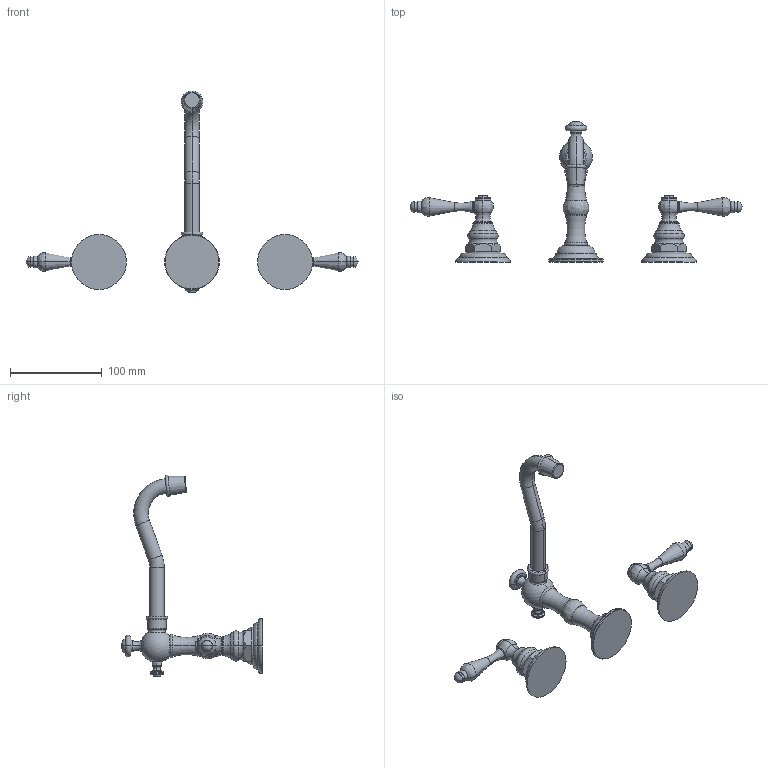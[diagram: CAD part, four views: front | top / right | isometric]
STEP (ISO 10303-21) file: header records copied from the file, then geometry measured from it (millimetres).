
FILE_DESCRIPTION((''),'2;1');
FILE_NAME('930L','2020-11-26T10:20:05',('jinson.thomas'),(''),'CREO PARAMETRIC BY PTC INC, 2018400','CREO PARAMETRIC BY PTC INC, 2018400','');
FILE_SCHEMA(('CONFIG_CONTROL_DESIGN'));
Length unit declared in the file: inch
Products named in the file (1): 930L
Bounding box: 362.56 x 153.02 x 220.47 mm (x, y, z)
Volume: 262345 mm3; surface area: 57605.2 mm2
Topology: 3 solids, 3 shells, 242 faces, 514 edges, 291 vertices
Faces by surface type: torus 86, plane 66, cylinder 42, cone 24, bspline 18, sphere 6
Entity records: 7228 total; most frequent: CARTESIAN_POINT 1854, DIRECTION 1304, ORIENTED_EDGE 1014, AXIS2_PLACEMENT_3D 595, EDGE_CURVE 507, CIRCLE 371, VERTEX_POINT 291, EDGE_LOOP 262
